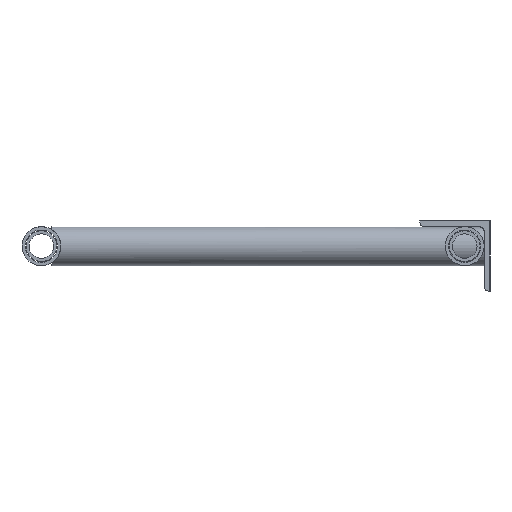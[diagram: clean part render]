
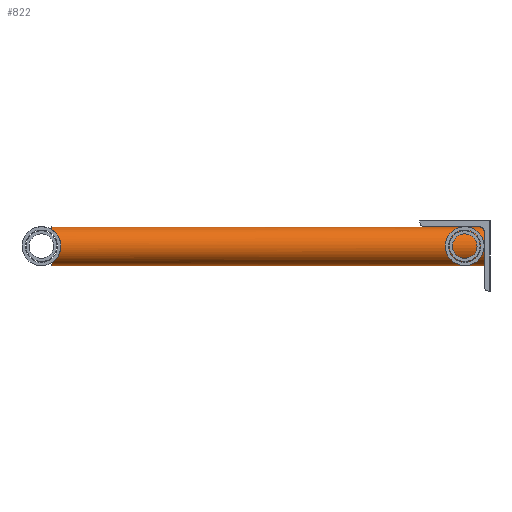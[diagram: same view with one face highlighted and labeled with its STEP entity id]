
A CAD part, left-side view. The second image highlights one B-rep face of the part: STEP entity #822.
In plain terms, the highlighted cylindrical face has radius 21.082 mm (diameter 42.164 mm), a full revolution.
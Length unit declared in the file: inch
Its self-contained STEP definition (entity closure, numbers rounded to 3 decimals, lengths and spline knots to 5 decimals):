
#43=ELLIPSE('',#995,1.1738,0.83);
#44=ELLIPSE('',#997,1.1738,0.83);
#62=FACE_BOUND('',#294,.T.);
#118=B_SPLINE_CURVE_WITH_KNOTS('',3,(#1693,#1694,#1695,#1696,#1697,#1698,
#1699,#1700,#1701,#1702),.UNSPECIFIED.,.F.,.F.,(4,2,2,2,4),(3.85783,
4.30071,4.74358,5.18646,5.62933),
 .UNSPECIFIED.);
#119=B_SPLINE_CURVE_WITH_KNOTS('',3,(#1703,#1704,#1705,#1706,#1707,#1708,
#1709,#1710,#1711,#1712),.UNSPECIFIED.,.F.,.F.,(4,2,2,2,4),(0.,0.44287,
0.88575,1.32862,1.7715),.UNSPECIFIED.);
#170=CIRCLE('',#996,0.83);
#171=CIRCLE('',#998,0.83);
#172=CIRCLE('',#999,0.83);
#191=CYLINDRICAL_SURFACE('',#994,0.83);
#230=FACE_OUTER_BOUND('',#293,.T.);
#293=EDGE_LOOP('',(#653,#654,#655,#656));
#294=EDGE_LOOP('',(#657,#658,#659));
#448=VERTEX_POINT('',#1681);
#449=VERTEX_POINT('',#1682);
#450=VERTEX_POINT('',#1684);
#451=VERTEX_POINT('',#1686);
#452=VERTEX_POINT('',#1689);
#453=VERTEX_POINT('',#1690);
#454=VERTEX_POINT('',#1692);
#529=EDGE_CURVE('',#448,#449,#43,.T.);
#530=EDGE_CURVE('',#450,#449,#170,.T.);
#531=EDGE_CURVE('',#450,#451,#44,.T.);
#532=EDGE_CURVE('',#448,#451,#171,.T.);
#533=EDGE_CURVE('',#452,#453,#172,.T.);
#534=EDGE_CURVE('',#453,#454,#118,.T.);
#535=EDGE_CURVE('',#454,#452,#119,.T.);
#653=ORIENTED_EDGE('',*,*,#529,.T.);
#654=ORIENTED_EDGE('',*,*,#530,.F.);
#655=ORIENTED_EDGE('',*,*,#531,.T.);
#656=ORIENTED_EDGE('',*,*,#532,.F.);
#657=ORIENTED_EDGE('',*,*,#533,.T.);
#658=ORIENTED_EDGE('',*,*,#534,.T.);
#659=ORIENTED_EDGE('',*,*,#535,.T.);
#822=ADVANCED_FACE('',(#230,#62),#191,.T.);
#994=AXIS2_PLACEMENT_3D('',#1680,#1136,#1137);
#995=AXIS2_PLACEMENT_3D('',#1683,#1138,#1139);
#996=AXIS2_PLACEMENT_3D('',#1685,#1140,#1141);
#997=AXIS2_PLACEMENT_3D('',#1687,#1142,#1143);
#998=AXIS2_PLACEMENT_3D('',#1688,#1144,#1145);
#999=AXIS2_PLACEMENT_3D('',#1691,#1146,#1147);
#1136=DIRECTION('center_axis',(-1.,0.,0.));
#1137=DIRECTION('ref_axis',(0.,0.,1.));
#1138=DIRECTION('center_axis',(-0.707,0.,
-0.707));
#1139=DIRECTION('ref_axis',(0.707,0.,-0.707));
#1140=DIRECTION('center_axis',(1.,0.,0.));
#1141=DIRECTION('ref_axis',(0.,0.,-1.));
#1142=DIRECTION('center_axis',(-0.707,0.,
0.707));
#1143=DIRECTION('ref_axis',(0.707,0.,0.707));
#1144=DIRECTION('center_axis',(1.,0.,0.));
#1145=DIRECTION('ref_axis',(0.,0.,-1.));
#1146=DIRECTION('center_axis',(1.,0.,0.));
#1147=DIRECTION('ref_axis',(0.,0.,-1.));
#1680=CARTESIAN_POINT('Origin',(18.46875,0.,0.));
#1681=CARTESIAN_POINT('',(18.46875,-0.70533,0.4375));
#1682=CARTESIAN_POINT('',(18.46875,0.70533,0.4375));
#1683=CARTESIAN_POINT('Origin',(18.90625,0.,0.));
#1684=CARTESIAN_POINT('',(18.46875,0.70533,-0.4375));
#1685=CARTESIAN_POINT('Origin',(18.46875,0.,0.));
#1686=CARTESIAN_POINT('',(18.46875,-0.70533,-0.4375));
#1687=CARTESIAN_POINT('Origin',(18.90625,0.,
0.));
#1688=CARTESIAN_POINT('Origin',(18.46875,0.,0.));
#1689=CARTESIAN_POINT('',(0.,0.58,0.59372));
#1690=CARTESIAN_POINT('',(0.,0.58,-0.59372));
#1691=CARTESIAN_POINT('Origin',(0.,0.,0.));
#1692=CARTESIAN_POINT('',(0.25,0.83,0.));
#1693=CARTESIAN_POINT('Ctrl Pts',(0.,0.58,
-0.59372));
#1694=CARTESIAN_POINT('Ctrl Pts',(0.,0.62157,
-0.5531));
#1695=CARTESIAN_POINT('Ctrl Pts',(0.00994,0.65807,
-0.50896));
#1696=CARTESIAN_POINT('Ctrl Pts',(0.04061,0.72099,
-0.41504));
#1697=CARTESIAN_POINT('Ctrl Pts',(0.06156,0.74735,
-0.3653));
#1698=CARTESIAN_POINT('Ctrl Pts',(0.10964,0.78933,-0.26256));
#1699=CARTESIAN_POINT('Ctrl Pts',(0.13681,0.8049,-0.2096));
#1700=CARTESIAN_POINT('Ctrl Pts',(0.193,0.82524,-0.1038));
#1701=CARTESIAN_POINT('Ctrl Pts',(0.22204,0.83,-0.05095));
#1702=CARTESIAN_POINT('Ctrl Pts',(0.25,0.83,0.));
#1703=CARTESIAN_POINT('Ctrl Pts',(0.25,0.83,0.));
#1704=CARTESIAN_POINT('Ctrl Pts',(0.22204,0.83,0.05095));
#1705=CARTESIAN_POINT('Ctrl Pts',(0.193,0.82524,0.1038));
#1706=CARTESIAN_POINT('Ctrl Pts',(0.13681,0.8049,0.2096));
#1707=CARTESIAN_POINT('Ctrl Pts',(0.10964,0.78933,0.26256));
#1708=CARTESIAN_POINT('Ctrl Pts',(0.06156,0.74735,
0.3653));
#1709=CARTESIAN_POINT('Ctrl Pts',(0.04061,0.72099,
0.41504));
#1710=CARTESIAN_POINT('Ctrl Pts',(0.00994,0.65807,
0.50896));
#1711=CARTESIAN_POINT('Ctrl Pts',(0.,0.62157,
0.5531));
#1712=CARTESIAN_POINT('Ctrl Pts',(0.,0.58,
0.59372));
